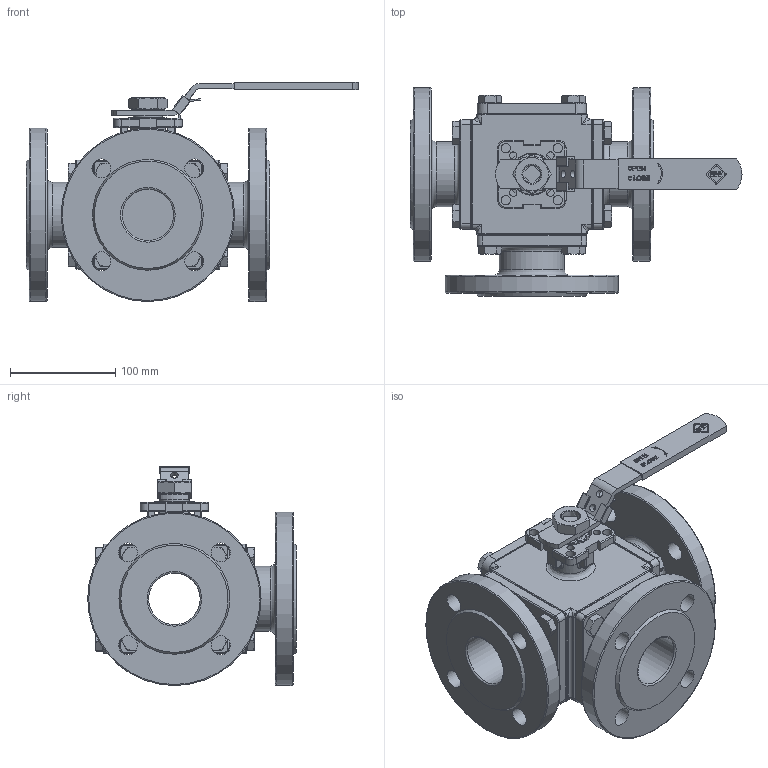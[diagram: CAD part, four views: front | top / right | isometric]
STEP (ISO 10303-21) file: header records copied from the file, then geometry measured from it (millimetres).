
FILE_DESCRIPTION((''),'2;1');
FILE_NAME('640E-50-00.stp','2010-08-11T11:53:19',('edu'),(''),'Autodesk Inventor 2010','Autodesk Inventor 2010','');
FILE_SCHEMA(('AUTOMOTIVE_DESIGN { 1 0 10303 214 1 1 1 1 }'));
Length unit declared in the file: millimetre
Products named in the file (1): ENG-005882
Bounding box: 316 x 198.5 x 208.5 mm (x, y, z)
Volume: 2034956.4 mm3; surface area: 408112.1 mm2
Topology: 1 solids, 33 shells, 1712 faces, 4500 edges, 2811 vertices
Faces by surface type: plane 743, cylinder 445, bspline 217, cone 194, torus 89, sphere 24
Full cylindrical faces by diameter (mm): 7.323 x4, 8 x4, 11.053 x16, 11.4 x4, 12 x16, 17.2 x16, 19.05 x2, 20 x1, 25 x1, 28 x1, 37 x1, 38.6 x2, 40 x1, 49 x3, 62 x3, 92 x4, 93 x4, 165 x3
Entity records: 57942 total; most frequent: CARTESIAN_POINT 17716, ORIENTED_EDGE 8274, DIRECTION 7477, EDGE_CURVE 4137, VERTEX_POINT 2703, AXIS2_PLACEMENT_3D 2695, EDGE_LOOP 2123, VECTOR 2087
